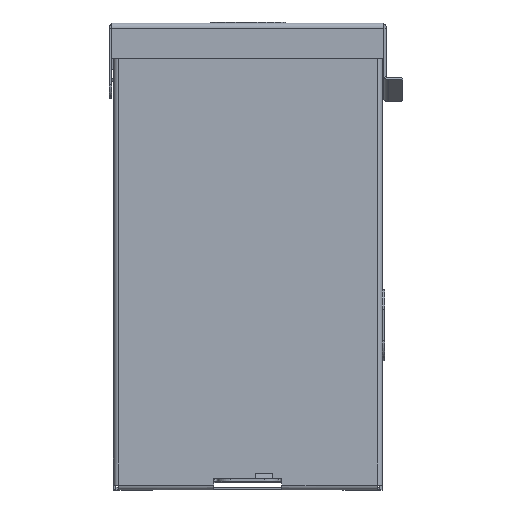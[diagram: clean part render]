
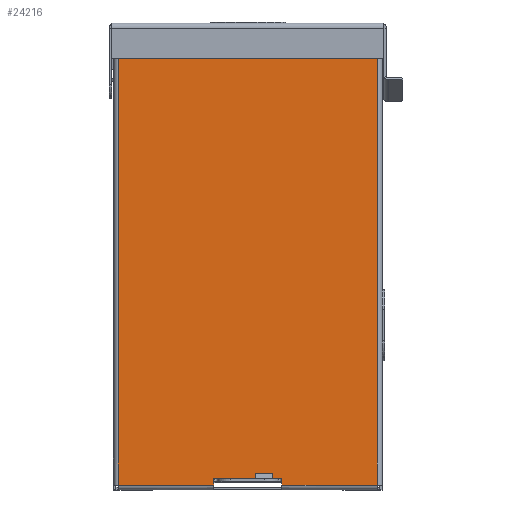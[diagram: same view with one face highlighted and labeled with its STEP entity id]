
A CAD part, top view. The second image highlights one B-rep face of the part: STEP entity #24216.
In plain terms, the highlighted planar face has unit normal (0, 0, 1).
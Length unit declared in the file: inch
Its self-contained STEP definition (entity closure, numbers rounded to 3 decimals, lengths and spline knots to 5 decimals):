
#22751=DIRECTION('',(-1.,0.,0.));
#22752=VECTOR('',#22751,0.12806);
#22753=CARTESIAN_POINT('',(-2.24544,3.162,0.045));
#22754=LINE('',#22753,#22752);
#22771=DIRECTION('',(-1.,0.,0.));
#22772=VECTOR('',#22771,0.12806);
#22773=CARTESIAN_POINT('',(2.3735,3.162,0.045));
#22774=LINE('',#22773,#22772);
#22775=CARTESIAN_POINT('',(-2.24544,3.042,0.045));
#22776=DIRECTION('',(0.,0.,1.));
#22777=DIRECTION('',(0.866,0.5,0.));
#22778=AXIS2_PLACEMENT_3D('',#22775,#22776,#22777);
#22780=CARTESIAN_POINT('',(-1.7085,3.352,0.045));
#22781=DIRECTION('',(0.,0.,1.));
#22782=DIRECTION('',(-0.866,-0.5,0.));
#22783=AXIS2_PLACEMENT_3D('',#22780,#22781,#22782);
#22785=DIRECTION('',(-1.,0.,0.));
#22786=VECTOR('',#22785,3.417);
#22787=CARTESIAN_POINT('',(1.7085,2.852,0.045));
#22788=LINE('',#22787,#22786);
#22789=CARTESIAN_POINT('',(1.7085,3.352,0.045));
#22790=DIRECTION('',(0.,0.,1.));
#22791=DIRECTION('',(0.,-1.,0.));
#22792=AXIS2_PLACEMENT_3D('',#22789,#22790,#22791);
#22794=CARTESIAN_POINT('',(2.24544,3.042,0.045));
#22795=DIRECTION('',(0.,0.,1.));
#22796=DIRECTION('',(0.,1.,0.));
#22797=AXIS2_PLACEMENT_3D('',#22794,#22795,#22796);
#22799=DIRECTION('',(0.,-1.,0.));
#22800=VECTOR('',#22799,0.118);
#22801=CARTESIAN_POINT('',(0.625,-5.112,0.045));
#22802=LINE('',#22801,#22800);
#22803=DIRECTION('',(1.,0.,0.));
#22804=VECTOR('',#22803,1.25);
#22805=CARTESIAN_POINT('',(-0.625,-5.112,0.045));
#22806=LINE('',#22805,#22804);
#22807=DIRECTION('',(0.,1.,0.));
#22808=VECTOR('',#22807,0.118);
#22809=CARTESIAN_POINT('',(-0.625,-5.23,0.045));
#22810=LINE('',#22809,#22808);
#22833=DIRECTION('',(0.,-1.,0.));
#22834=VECTOR('',#22833,8.39199);
#22835=CARTESIAN_POINT('',(2.3735,3.162,0.045));
#22836=LINE('',#22835,#22834);
#23461=DIRECTION('',(0.,1.,0.));
#23462=VECTOR('',#23461,8.39199);
#23463=CARTESIAN_POINT('',(-2.37349,-5.22999,0.045));
#23464=LINE('',#23463,#23462);
#23515=DIRECTION('',(-1.,0.,0.));
#23516=VECTOR('',#23515,1.74849);
#23517=CARTESIAN_POINT('',(2.37349,-5.22999,0.045));
#23518=LINE('',#23517,#23516);
#23538=DIRECTION('',(-1.,0.,0.));
#23539=VECTOR('',#23538,1.74849);
#23540=CARTESIAN_POINT('',(-0.625,-5.23,0.045));
#23541=LINE('',#23540,#23539);
#23889=CARTESIAN_POINT('',(1.7085,2.852,0.045));
#23890=CARTESIAN_POINT('',(-1.7085,2.852,0.045));
#23891=VERTEX_POINT('',#23889);
#23892=VERTEX_POINT('',#23890);
#23897=CARTESIAN_POINT('',(-2.14151,3.102,0.045));
#23898=VERTEX_POINT('',#23897);
#23899=CARTESIAN_POINT('',(-2.24544,3.162,0.045));
#23900=VERTEX_POINT('',#23899);
#23905=CARTESIAN_POINT('',(2.24544,3.162,0.045));
#23906=VERTEX_POINT('',#23905);
#23907=CARTESIAN_POINT('',(2.14151,3.102,0.045));
#23908=VERTEX_POINT('',#23907);
#23913=CARTESIAN_POINT('',(-2.3735,3.162,0.045));
#23914=VERTEX_POINT('',#23913);
#23915=CARTESIAN_POINT('',(2.3735,3.162,0.045));
#23916=VERTEX_POINT('',#23915);
#23925=CARTESIAN_POINT('',(-0.625,-5.112,0.045));
#23926=CARTESIAN_POINT('',(0.625,-5.112,0.045));
#23927=VERTEX_POINT('',#23925);
#23928=VERTEX_POINT('',#23926);
#23929=CARTESIAN_POINT('',(0.625,-5.23,0.045));
#23930=VERTEX_POINT('',#23929);
#23931=CARTESIAN_POINT('',(-0.625,-5.23,0.045));
#23932=VERTEX_POINT('',#23931);
#23955=CARTESIAN_POINT('',(-2.37349,-5.22999,0.045));
#23956=VERTEX_POINT('',#23955);
#23961=CARTESIAN_POINT('',(2.37349,-5.22999,0.045));
#23962=VERTEX_POINT('',#23961);
#24188=CARTESIAN_POINT('',(0.,0.,0.045));
#24189=DIRECTION('',(0.,0.,1.));
#24190=DIRECTION('',(1.,0.,0.));
#24191=AXIS2_PLACEMENT_3D('',#24188,#24189,#24190);
#24192=PLANE('',#24191);
#24193=ORIENTED_EDGE('',*,*,#24097,.F.);
#24194=ORIENTED_EDGE('',*,*,#24113,.T.);
#24195=ORIENTED_EDGE('',*,*,#24126,.F.);
#24196=ORIENTED_EDGE('',*,*,#24139,.T.);
#24197=ORIENTED_EDGE('',*,*,#24154,.F.);
#24198=ORIENTED_EDGE('',*,*,#24183,.F.);
#24200=ORIENTED_EDGE('',*,*,#24199,.T.);
#24202=ORIENTED_EDGE('',*,*,#24201,.T.);
#24204=ORIENTED_EDGE('',*,*,#24203,.F.);
#24206=ORIENTED_EDGE('',*,*,#24205,.F.);
#24208=ORIENTED_EDGE('',*,*,#24207,.F.);
#24210=ORIENTED_EDGE('',*,*,#24209,.T.);
#24212=ORIENTED_EDGE('',*,*,#24211,.T.);
#24213=ORIENTED_EDGE('',*,*,#24166,.F.);
#24214=EDGE_LOOP('',(#24193,#24194,#24195,#24196,#24197,#24198,#24200,#24202,
#24204,#24206,#24208,#24210,#24212,#24213));
#24215=FACE_OUTER_BOUND('',#24214,.F.);
#24216=ADVANCED_FACE('',(#24215),#24192,.T.);
#22779=CIRCLE('',#22778,0.12);
#22784=CIRCLE('',#22783,0.5);
#22793=CIRCLE('',#22792,0.5);
#22798=CIRCLE('',#22797,0.12);
#24097=EDGE_CURVE('',#23898,#23900,#22779,.T.);
#24113=EDGE_CURVE('',#23898,#23892,#22784,.T.);
#24126=EDGE_CURVE('',#23891,#23892,#22788,.T.);
#24139=EDGE_CURVE('',#23891,#23908,#22793,.T.);
#24154=EDGE_CURVE('',#23906,#23908,#22798,.T.);
#24166=EDGE_CURVE('',#23900,#23914,#22754,.T.);
#24183=EDGE_CURVE('',#23916,#23906,#22774,.T.);
#24199=EDGE_CURVE('',#23916,#23962,#22836,.T.);
#24201=EDGE_CURVE('',#23962,#23930,#23518,.T.);
#24203=EDGE_CURVE('',#23928,#23930,#22802,.T.);
#24205=EDGE_CURVE('',#23927,#23928,#22806,.T.);
#24207=EDGE_CURVE('',#23932,#23927,#22810,.T.);
#24209=EDGE_CURVE('',#23932,#23956,#23541,.T.);
#24211=EDGE_CURVE('',#23956,#23914,#23464,.T.);
